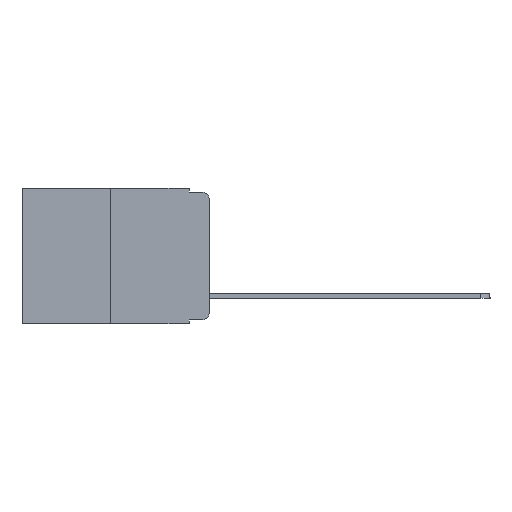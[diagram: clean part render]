
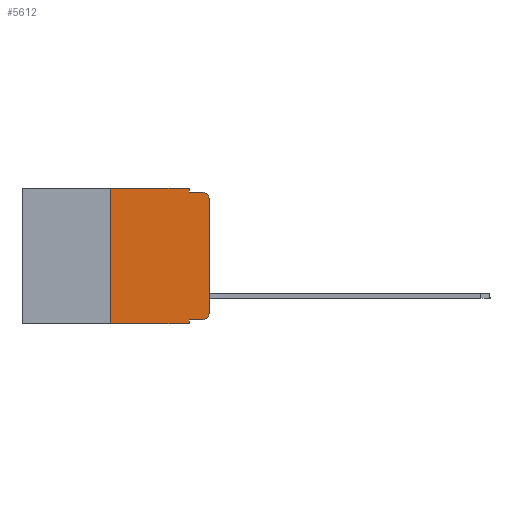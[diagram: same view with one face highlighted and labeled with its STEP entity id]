
A CAD part, left-side view. The second image highlights one B-rep face of the part: STEP entity #5612.
In plain terms, the highlighted planar face has unit normal (-1, 0, 0).
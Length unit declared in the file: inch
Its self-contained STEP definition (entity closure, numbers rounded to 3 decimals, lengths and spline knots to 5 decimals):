
#862 = EDGE_CURVE ( 'NONE', #21874, #19200, #7615, .T. ) ;
#933 = ORIENTED_EDGE ( 'NONE', *, *, #12649, .F. ) ;
#1176 = VECTOR ( 'NONE', #4071, 39.37008 ) ;
#1196 = VERTEX_POINT ( 'NONE', #18194 ) ;
#1419 = VERTEX_POINT ( 'NONE', #14055 ) ;
#2155 = CARTESIAN_POINT ( 'NONE',  ( 0., 0.051, -0.01 ) ) ;
#2195 = CARTESIAN_POINT ( 'NONE',  ( 0., 0.25, 0. ) ) ;
#2351 = ORIENTED_EDGE ( 'NONE', *, *, #18840, .T. ) ;
#2782 = ORIENTED_EDGE ( 'NONE', *, *, #24242, .F. ) ;
#3313 = ORIENTED_EDGE ( 'NONE', *, *, #23242, .T. ) ;
#3863 = CARTESIAN_POINT ( 'NONE',  ( 0., 0.473, -0.343 ) ) ;
#4053 = VERTEX_POINT ( 'NONE', #11186 ) ;
#4071 = DIRECTION ( 'NONE',  ( 0., 0., 1. ) ) ;
#4220 = ORIENTED_EDGE ( 'NONE', *, *, #17697, .F. ) ;
#4246 = AXIS2_PLACEMENT_3D ( 'NONE', #16961, #24578, #5857 ) ;
#4413 = CIRCLE ( 'NONE', #10377, 0.02 ) ;
#4734 = EDGE_CURVE ( 'NONE', #4053, #24279, #15276, .T. ) ;
#4810 = AXIS2_PLACEMENT_3D ( 'NONE', #10131, #15862, #10244 ) ;
#5231 = CARTESIAN_POINT ( 'NONE',  ( 0., 0.051, -0.333 ) ) ;
#5612 = ADVANCED_FACE ( 'NONE', ( #18951 ), #22945, .F. ) ;
#5857 = DIRECTION ( 'NONE',  ( 0., 0., -1. ) ) ;
#6532 = EDGE_CURVE ( 'NONE', #24418, #24279, #17153, .T. ) ;
#7615 = LINE ( 'NONE', #3863, #15865 ) ;
#8214 = ORIENTED_EDGE ( 'NONE', *, *, #862, .T. ) ;
#8282 = CARTESIAN_POINT ( 'NONE',  ( 0., 0.051, -0.333 ) ) ;
#8637 = VECTOR ( 'NONE', #24276, 39.37008 ) ;
#8769 = ORIENTED_EDGE ( 'NONE', *, *, #4734, .F. ) ;
#8794 = LINE ( 'NONE', #16660, #8637 ) ;
#9120 = DIRECTION ( 'NONE',  ( 0., 0., 1. ) ) ;
#9578 = CARTESIAN_POINT ( 'NONE',  ( 0., 0., 0. ) ) ;
#9919 = DIRECTION ( 'NONE',  ( 0., 0., -1. ) ) ;
#10131 = CARTESIAN_POINT ( 'NONE',  ( 0., 0.02, -0.03 ) ) ;
#10244 = DIRECTION ( 'NONE',  ( 0., 0., -1. ) ) ;
#10377 = AXIS2_PLACEMENT_3D ( 'NONE', #20877, #15524, #9919 ) ;
#10589 = LINE ( 'NONE', #18563, #22428 ) ;
#10735 = LINE ( 'NONE', #9578, #22752 ) ;
#11186 = CARTESIAN_POINT ( 'NONE',  ( 0., 0.051, -0.01 ) ) ;
#12426 = LINE ( 'NONE', #20005, #23779 ) ;
#12545 = CARTESIAN_POINT ( 'NONE',  ( 0., 0., -0.313 ) ) ;
#12587 = EDGE_CURVE ( 'NONE', #22703, #19200, #8794, .T. ) ;
#12611 = VERTEX_POINT ( 'NONE', #12545 ) ;
#12649 = EDGE_CURVE ( 'NONE', #19157, #1419, #12426, .T. ) ;
#13178 = CARTESIAN_POINT ( 'NONE',  ( 0., 0.25, 0. ) ) ;
#13243 = DIRECTION ( 'NONE',  ( 0., -1., 0. ) ) ;
#13280 = ORIENTED_EDGE ( 'NONE', *, *, #18069, .T. ) ;
#13758 = EDGE_LOOP ( 'NONE', ( #2351, #24135, #8769, #2782, #933, #4220, #8214, #21222, #3313, #13280 ) ) ;
#14055 = CARTESIAN_POINT ( 'NONE',  ( 0., 0.051, 0. ) ) ;
#15047 = CARTESIAN_POINT ( 'NONE',  ( 0., 0.051, -0.343 ) ) ;
#15276 = LINE ( 'NONE', #2155, #18196 ) ;
#15483 = CARTESIAN_POINT ( 'NONE',  ( 0., 0.25, -0.343 ) ) ;
#15524 = DIRECTION ( 'NONE',  ( -1., 0., 0. ) ) ;
#15862 = DIRECTION ( 'NONE',  ( -1., 0., 0. ) ) ;
#15865 = VECTOR ( 'NONE', #13243, 39.37008 ) ;
#16660 = CARTESIAN_POINT ( 'NONE',  ( 0., 0.051, 0. ) ) ;
#16961 = CARTESIAN_POINT ( 'NONE',  ( 0., 0.473, 0. ) ) ;
#17153 = CIRCLE ( 'NONE', #4810, 0.02 ) ;
#17512 = DIRECTION ( 'NONE',  ( 0., -1., 0. ) ) ;
#17697 = EDGE_CURVE ( 'NONE', #21874, #19157, #21515, .T. ) ;
#18069 = EDGE_CURVE ( 'NONE', #1196, #12611, #4413, .T. ) ;
#18194 = CARTESIAN_POINT ( 'NONE',  ( 0., 0.02, -0.333 ) ) ;
#18196 = VECTOR ( 'NONE', #17512, 39.37008 ) ;
#18268 = DIRECTION ( 'NONE',  ( 0., -1., 0. ) ) ;
#18563 = CARTESIAN_POINT ( 'NONE',  ( 0., 0.051, 0. ) ) ;
#18809 = CARTESIAN_POINT ( 'NONE',  ( 0., 0., -0.03 ) ) ;
#18840 = EDGE_CURVE ( 'NONE', #12611, #24418, #10735, .T. ) ;
#18951 = FACE_OUTER_BOUND ( 'NONE', #13758, .T. ) ;
#19157 = VERTEX_POINT ( 'NONE', #13178 ) ;
#19200 = VERTEX_POINT ( 'NONE', #15047 ) ;
#20005 = CARTESIAN_POINT ( 'NONE',  ( 0., 0.473, 0. ) ) ;
#20396 = VECTOR ( 'NONE', #22308, 39.37008 ) ;
#20877 = CARTESIAN_POINT ( 'NONE',  ( 0., 0.02, -0.313 ) ) ;
#21222 = ORIENTED_EDGE ( 'NONE', *, *, #12587, .F. ) ;
#21515 = LINE ( 'NONE', #2195, #1176 ) ;
#21810 = LINE ( 'NONE', #5231, #20396 ) ;
#21874 = VERTEX_POINT ( 'NONE', #15483 ) ;
#22288 = CARTESIAN_POINT ( 'NONE',  ( 0., 0.02, -0.01 ) ) ;
#22308 = DIRECTION ( 'NONE',  ( 0., -1., 0. ) ) ;
#22418 = DIRECTION ( 'NONE',  ( 0., 0., -1. ) ) ;
#22428 = VECTOR ( 'NONE', #22418, 39.37008 ) ;
#22703 = VERTEX_POINT ( 'NONE', #8282 ) ;
#22752 = VECTOR ( 'NONE', #9120, 39.37008 ) ;
#22945 = PLANE ( 'NONE',  #4246 ) ;
#23242 = EDGE_CURVE ( 'NONE', #22703, #1196, #21810, .T. ) ;
#23779 = VECTOR ( 'NONE', #18268, 39.37008 ) ;
#24135 = ORIENTED_EDGE ( 'NONE', *, *, #6532, .T. ) ;
#24242 = EDGE_CURVE ( 'NONE', #1419, #4053, #10589, .T. ) ;
#24276 = DIRECTION ( 'NONE',  ( 0., 0., -1. ) ) ;
#24279 = VERTEX_POINT ( 'NONE', #22288 ) ;
#24418 = VERTEX_POINT ( 'NONE', #18809 ) ;
#24578 = DIRECTION ( 'NONE',  ( 1., 0., 0. ) ) ;
